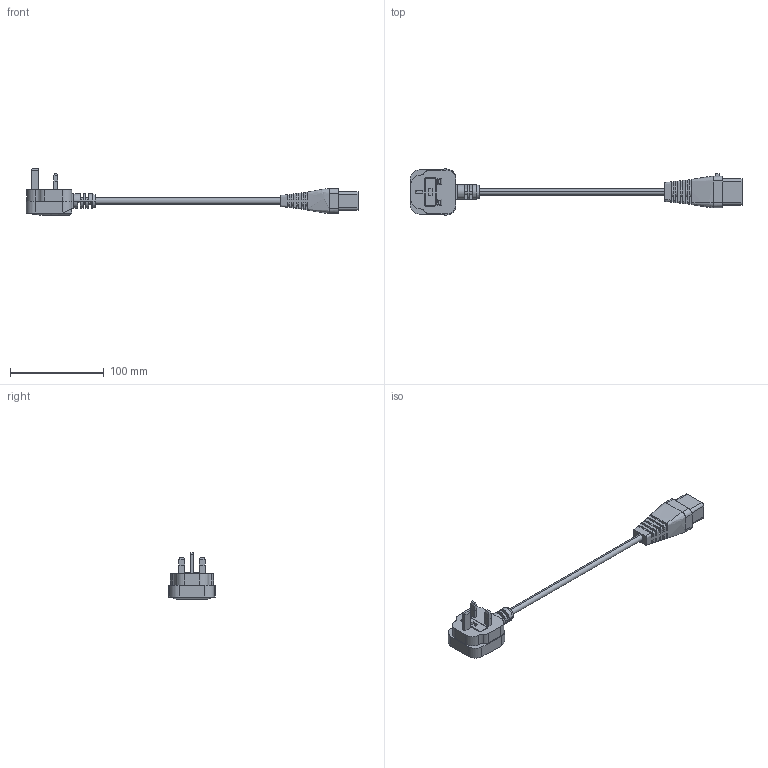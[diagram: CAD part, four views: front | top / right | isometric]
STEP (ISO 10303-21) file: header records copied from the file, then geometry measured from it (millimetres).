
FILE_DESCRIPTION (( 'STEP AP203' ), '1' );
FILE_NAME ('C19LBS-13_3D.STEP', '2022-09-22T15:45:40', ( '' ), ( '' ), 'SwSTEP 2.0', 'SolidWorks 2021', '' );
FILE_SCHEMA (( 'CONFIG_CONTROL_DESIGN' ));
Length unit declared in the file: inch
Products named in the file (4): SF-06 BS1363A TYPE G (UK1-13P) PLUG, RT-ANGLE; EN60320-C19 LOCKING PWR PLUG; C19LBS-13_3D; H05VV-F 3G Cord (for 44-423-02M)
Assembly tree (3 placements, depth 2):
  C19LBS-13_3D
    SF-06 BS1363A TYPE G (UK1-13P) PLUG, RT-ANGLE
    EN60320-C19 LOCKING PWR PLUG
    H05VV-F 3G Cord (for 44-423-02M)
Bounding box: 354.75 x 49.3 x 50.11 mm (x, y, z)
Volume: 109238.1 mm3; surface area: 32017 mm2
Topology: 6 solids, 6 shells, 397 faces, 1031 edges, 675 vertices
Faces by surface type: plane 293, cylinder 68, bspline 31, cone 5
Entity records: 15535 total; most frequent: CARTESIAN_POINT 5708, ORIENTED_EDGE 2062, DIRECTION 1738, EDGE_CURVE 1031, LINE 684, VECTOR 684, VERTEX_POINT 675, AXIS2_PLACEMENT_3D 527
